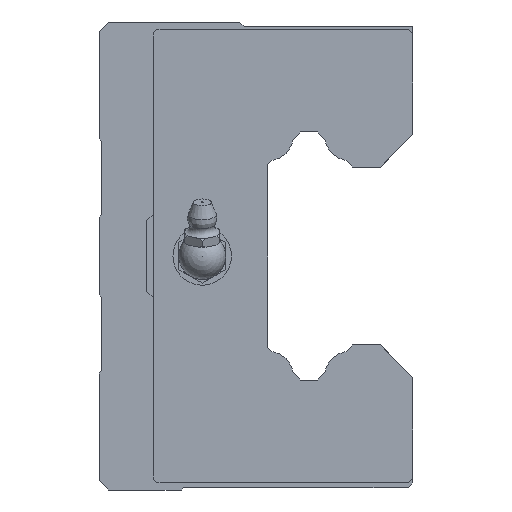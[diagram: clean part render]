
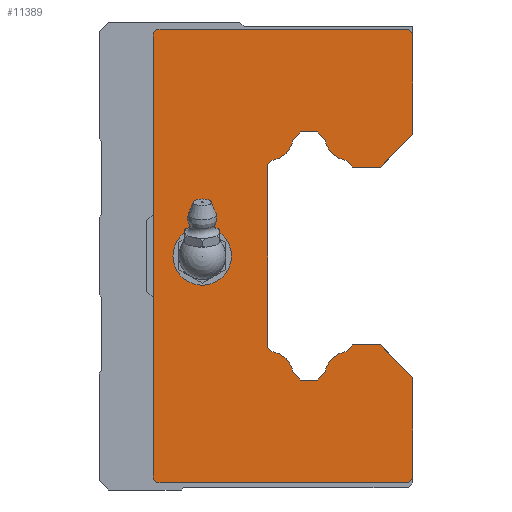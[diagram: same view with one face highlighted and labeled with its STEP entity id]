
A CAD part, left-side view. The second image highlights one B-rep face of the part: STEP entity #11389.
In plain terms, the highlighted face is planar.
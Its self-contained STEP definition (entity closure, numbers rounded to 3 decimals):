
#137=FACE_BOUND('',#1673,.T.);
#370=CIRCLE('',#12292,5.3);
#372=CIRCLE('',#12295,5.3);
#374=CIRCLE('',#12298,5.3);
#376=CIRCLE('',#12301,5.3);
#385=CIRCLE('',#12325,1.5);
#386=CIRCLE('',#12326,1.5);
#387=CIRCLE('',#12327,6.25);
#388=CIRCLE('',#12328,6.25);
#1044=FACE_OUTER_BOUND('',#1672,.T.);
#1672=EDGE_LOOP('',(#9924,#9925,#9926,#9927,#9928,#9929,#9930,#9931,#9932,
#9933,#9934,#9935,#9936,#9937,#9938,#9939,#9940,#9941,#9942,#9943,#9944,
#9945,#9946,#9947,#9948,#9949,#9950,#9951));
#1673=EDGE_LOOP('',(#9952,#9953));
#2882=LINE('',#18305,#4200);
#2900=LINE('',#18362,#4218);
#2949=LINE('',#18469,#4267);
#2952=LINE('',#18474,#4270);
#2955=LINE('',#18480,#4273);
#2961=LINE('',#18495,#4279);
#2962=LINE('',#18497,#4280);
#2963=LINE('',#18499,#4281);
#2964=LINE('',#18501,#4282);
#2965=LINE('',#18505,#4283);
#2966=LINE('',#18509,#4284);
#2967=LINE('',#18511,#4285);
#2968=LINE('',#18512,#4286);
#2969=LINE('',#18514,#4287);
#2970=LINE('',#18515,#4288);
#2971=LINE('',#18517,#4289);
#2972=LINE('',#18519,#4290);
#2973=LINE('',#18520,#4291);
#2974=LINE('',#18522,#4292);
#2975=LINE('',#18524,#4293);
#2976=LINE('',#18525,#4294);
#2977=LINE('',#18526,#4295);
#4200=VECTOR('',#14990,10.);
#4218=VECTOR('',#15034,10.);
#4267=VECTOR('',#15111,10.);
#4270=VECTOR('',#15116,10.);
#4273=VECTOR('',#15121,10.);
#4279=VECTOR('',#15139,10.);
#4280=VECTOR('',#15140,10.);
#4281=VECTOR('',#15141,10.);
#4282=VECTOR('',#15142,10.);
#4283=VECTOR('',#15145,10.);
#4284=VECTOR('',#15148,10.);
#4285=VECTOR('',#15149,10.);
#4286=VECTOR('',#15150,10.);
#4287=VECTOR('',#15151,10.);
#4288=VECTOR('',#15152,10.);
#4289=VECTOR('',#15153,10.);
#4290=VECTOR('',#15154,10.);
#4291=VECTOR('',#15155,10.);
#4292=VECTOR('',#15156,10.);
#4293=VECTOR('',#15157,10.);
#4294=VECTOR('',#15158,10.);
#4295=VECTOR('',#15159,10.);
#5305=VERTEX_POINT('',#18302);
#5306=VERTEX_POINT('',#18304);
#5312=VERTEX_POINT('',#18317);
#5313=VERTEX_POINT('',#18319);
#5316=VERTEX_POINT('',#18326);
#5317=VERTEX_POINT('',#18328);
#5320=VERTEX_POINT('',#18335);
#5321=VERTEX_POINT('',#18337);
#5324=VERTEX_POINT('',#18344);
#5325=VERTEX_POINT('',#18346);
#5331=VERTEX_POINT('',#18359);
#5332=VERTEX_POINT('',#18361);
#5376=VERTEX_POINT('',#18468);
#5379=VERTEX_POINT('',#18478);
#5382=VERTEX_POINT('',#18494);
#5383=VERTEX_POINT('',#18496);
#5384=VERTEX_POINT('',#18498);
#5385=VERTEX_POINT('',#18500);
#5386=VERTEX_POINT('',#18502);
#5387=VERTEX_POINT('',#18504);
#5388=VERTEX_POINT('',#18506);
#5389=VERTEX_POINT('',#18508);
#5390=VERTEX_POINT('',#18510);
#5391=VERTEX_POINT('',#18513);
#5392=VERTEX_POINT('',#18516);
#5393=VERTEX_POINT('',#18518);
#5394=VERTEX_POINT('',#18521);
#5395=VERTEX_POINT('',#18523);
#5396=VERTEX_POINT('',#18527);
#5397=VERTEX_POINT('',#18528);
#6833=EDGE_CURVE('',#5306,#5305,#2882,.T.);
#6840=EDGE_CURVE('',#5313,#5312,#370,.T.);
#6844=EDGE_CURVE('',#5317,#5316,#372,.T.);
#6848=EDGE_CURVE('',#5321,#5320,#374,.T.);
#6852=EDGE_CURVE('',#5325,#5324,#376,.T.);
#6859=EDGE_CURVE('',#5332,#5331,#2900,.T.);
#6915=EDGE_CURVE('',#5376,#5332,#2949,.T.);
#6918=EDGE_CURVE('',#5331,#5325,#2952,.T.);
#6921=EDGE_CURVE('',#5379,#5324,#2955,.T.);
#6928=EDGE_CURVE('',#5305,#5382,#2961,.T.);
#6929=EDGE_CURVE('',#5382,#5383,#2962,.T.);
#6930=EDGE_CURVE('',#5383,#5384,#2963,.T.);
#6931=EDGE_CURVE('',#5384,#5385,#2964,.T.);
#6932=EDGE_CURVE('',#5385,#5386,#385,.T.);
#6933=EDGE_CURVE('',#5386,#5387,#2965,.T.);
#6934=EDGE_CURVE('',#5387,#5388,#386,.T.);
#6935=EDGE_CURVE('',#5388,#5389,#2966,.T.);
#6936=EDGE_CURVE('',#5389,#5390,#2967,.T.);
#6937=EDGE_CURVE('',#5390,#5376,#2968,.T.);
#6938=EDGE_CURVE('',#5379,#5391,#2969,.T.);
#6939=EDGE_CURVE('',#5391,#5321,#2970,.T.);
#6940=EDGE_CURVE('',#5320,#5392,#2971,.T.);
#6941=EDGE_CURVE('',#5392,#5393,#2972,.T.);
#6942=EDGE_CURVE('',#5393,#5317,#2973,.T.);
#6943=EDGE_CURVE('',#5316,#5394,#2974,.T.);
#6944=EDGE_CURVE('',#5394,#5395,#2975,.T.);
#6945=EDGE_CURVE('',#5395,#5313,#2976,.T.);
#6946=EDGE_CURVE('',#5306,#5312,#2977,.T.);
#6947=EDGE_CURVE('',#5396,#5397,#387,.T.);
#6948=EDGE_CURVE('',#5397,#5396,#388,.T.);
#9924=ORIENTED_EDGE('',*,*,#6833,.T.);
#9925=ORIENTED_EDGE('',*,*,#6928,.T.);
#9926=ORIENTED_EDGE('',*,*,#6929,.T.);
#9927=ORIENTED_EDGE('',*,*,#6930,.T.);
#9928=ORIENTED_EDGE('',*,*,#6931,.T.);
#9929=ORIENTED_EDGE('',*,*,#6932,.T.);
#9930=ORIENTED_EDGE('',*,*,#6933,.T.);
#9931=ORIENTED_EDGE('',*,*,#6934,.T.);
#9932=ORIENTED_EDGE('',*,*,#6935,.T.);
#9933=ORIENTED_EDGE('',*,*,#6936,.T.);
#9934=ORIENTED_EDGE('',*,*,#6937,.T.);
#9935=ORIENTED_EDGE('',*,*,#6915,.T.);
#9936=ORIENTED_EDGE('',*,*,#6859,.T.);
#9937=ORIENTED_EDGE('',*,*,#6918,.T.);
#9938=ORIENTED_EDGE('',*,*,#6852,.T.);
#9939=ORIENTED_EDGE('',*,*,#6921,.F.);
#9940=ORIENTED_EDGE('',*,*,#6938,.T.);
#9941=ORIENTED_EDGE('',*,*,#6939,.T.);
#9942=ORIENTED_EDGE('',*,*,#6848,.T.);
#9943=ORIENTED_EDGE('',*,*,#6940,.T.);
#9944=ORIENTED_EDGE('',*,*,#6941,.T.);
#9945=ORIENTED_EDGE('',*,*,#6942,.T.);
#9946=ORIENTED_EDGE('',*,*,#6844,.T.);
#9947=ORIENTED_EDGE('',*,*,#6943,.T.);
#9948=ORIENTED_EDGE('',*,*,#6944,.T.);
#9949=ORIENTED_EDGE('',*,*,#6945,.T.);
#9950=ORIENTED_EDGE('',*,*,#6840,.T.);
#9951=ORIENTED_EDGE('',*,*,#6946,.F.);
#9952=ORIENTED_EDGE('',*,*,#6947,.T.);
#9953=ORIENTED_EDGE('',*,*,#6948,.T.);
#10821=PLANE('',#12324);
#11389=ADVANCED_FACE('',(#1044,#137),#10821,.T.);
#12292=AXIS2_PLACEMENT_3D('',#18320,#15000,#15001);
#12295=AXIS2_PLACEMENT_3D('',#18329,#15008,#15009);
#12298=AXIS2_PLACEMENT_3D('',#18338,#15016,#15017);
#12301=AXIS2_PLACEMENT_3D('',#18347,#15024,#15025);
#12324=AXIS2_PLACEMENT_3D('',#18493,#15137,#15138);
#12325=AXIS2_PLACEMENT_3D('',#18503,#15143,#15144);
#12326=AXIS2_PLACEMENT_3D('',#18507,#15146,#15147);
#12327=AXIS2_PLACEMENT_3D('',#18529,#15160,#15161);
#12328=AXIS2_PLACEMENT_3D('',#18530,#15162,#15163);
#14990=DIRECTION('',(0.,-1.,0.));
#15000=DIRECTION('center_axis',(0.,0.,1.));
#15001=DIRECTION('ref_axis',(0.136,-0.991,0.));
#15008=DIRECTION('center_axis',(0.,0.,1.));
#15009=DIRECTION('ref_axis',(0.991,0.136,0.));
#15016=DIRECTION('center_axis',(0.,0.,1.));
#15017=DIRECTION('ref_axis',(-0.136,0.991,0.));
#15024=DIRECTION('center_axis',(0.,0.,1.));
#15025=DIRECTION('ref_axis',(-0.991,-0.136,0.));
#15034=DIRECTION('',(0.,1.,0.));
#15111=DIRECTION('',(0.707,0.707,0.));
#15116=DIRECTION('',(-0.707,0.707,0.));
#15121=DIRECTION('',(0.707,-0.707,0.));
#15137=DIRECTION('center_axis',(0.,0.,1.));
#15138=DIRECTION('ref_axis',(1.,0.,0.));
#15139=DIRECTION('',(0.707,-0.707,0.));
#15140=DIRECTION('',(1.,0.,0.));
#15141=DIRECTION('',(0.707,0.707,0.));
#15142=DIRECTION('',(0.,1.,0.));
#15143=DIRECTION('center_axis',(0.,0.,1.));
#15144=DIRECTION('ref_axis',(1.,0.,0.));
#15145=DIRECTION('',(-1.,0.,0.));
#15146=DIRECTION('center_axis',(0.,0.,1.));
#15147=DIRECTION('ref_axis',(0.,1.,0.));
#15148=DIRECTION('',(0.,-1.,0.));
#15149=DIRECTION('',(0.707,-0.707,0.));
#15150=DIRECTION('',(1.,0.,0.));
#15151=DIRECTION('',(0.,1.,0.));
#15152=DIRECTION('',(0.707,0.707,0.));
#15153=DIRECTION('',(0.707,0.707,0.));
#15154=DIRECTION('',(1.,0.,0.));
#15155=DIRECTION('',(0.707,-0.707,0.));
#15156=DIRECTION('',(0.707,-0.707,0.));
#15157=DIRECTION('',(0.,-1.,0.));
#15158=DIRECTION('',(-0.707,-0.707,0.));
#15159=DIRECTION('',(0.707,0.707,0.));
#15160=DIRECTION('center_axis',(0.,0.,-1.));
#15161=DIRECTION('ref_axis',(-1.,0.,0.));
#15162=DIRECTION('center_axis',(0.,0.,-1.));
#15163=DIRECTION('ref_axis',(-1.,0.,0.));
#18302=CARTESIAN_POINT('',(19.,20.,83.35));
#18304=CARTESIAN_POINT('',(19.,25.797,83.35));
#18305=CARTESIAN_POINT('',(19.,33.965,83.35));
#18317=CARTESIAN_POINT('',(20.435,27.232,83.35));
#18319=CARTESIAN_POINT('',(24.965,31.762,83.35));
#18320=CARTESIAN_POINT('Origin',(25.686,26.511,83.35));
#18326=CARTESIAN_POINT('',(24.965,38.585,83.35));
#18328=CARTESIAN_POINT('',(20.435,43.115,83.35));
#18329=CARTESIAN_POINT('Origin',(25.686,43.836,83.35));
#18335=CARTESIAN_POINT('',(-20.435,43.115,83.35));
#18337=CARTESIAN_POINT('',(-24.965,38.585,83.35));
#18338=CARTESIAN_POINT('Origin',(-25.686,43.836,83.35));
#18344=CARTESIAN_POINT('',(-24.965,31.762,83.35));
#18346=CARTESIAN_POINT('',(-20.435,27.232,83.35));
#18347=CARTESIAN_POINT('Origin',(-25.686,26.511,83.35));
#18359=CARTESIAN_POINT('',(-19.,25.797,83.35));
#18361=CARTESIAN_POINT('',(-19.,20.,83.35));
#18362=CARTESIAN_POINT('',(-19.,31.067,83.35));
#18468=CARTESIAN_POINT('',(-26.,13.,83.35));
#18469=CARTESIAN_POINT('',(-8.492,30.508,83.35));
#18474=CARTESIAN_POINT('',(-18.334,25.131,83.35));
#18478=CARTESIAN_POINT('',(-26.5,33.297,83.35));
#18480=CARTESIAN_POINT('',(-17.821,24.618,83.35));
#18493=CARTESIAN_POINT('Origin',(0.,42.133,
83.35));
#18494=CARTESIAN_POINT('',(26.,13.,83.35));
#18495=CARTESIAN_POINT('',(12.217,26.783,83.35));
#18496=CARTESIAN_POINT('',(47.5,13.,83.35));
#18497=CARTESIAN_POINT('',(24.5,13.,83.35));
#18498=CARTESIAN_POINT('',(48.5,14.,83.35));
#18499=CARTESIAN_POINT('',(47.5,13.,83.35));
#18500=CARTESIAN_POINT('',(48.5,67.,83.35));
#18501=CARTESIAN_POINT('',(48.5,14.,83.35));
#18502=CARTESIAN_POINT('',(47.,68.5,83.35));
#18503=CARTESIAN_POINT('Origin',(47.,67.,83.35));
#18504=CARTESIAN_POINT('',(-47.,68.5,83.35));
#18505=CARTESIAN_POINT('',(47.,68.5,83.35));
#18506=CARTESIAN_POINT('',(-48.5,67.,83.35));
#18507=CARTESIAN_POINT('Origin',(-47.,67.,83.35));
#18508=CARTESIAN_POINT('',(-48.5,14.,83.35));
#18509=CARTESIAN_POINT('',(-48.5,67.,83.35));
#18510=CARTESIAN_POINT('',(-47.5,13.,83.35));
#18511=CARTESIAN_POINT('',(-48.5,14.,83.35));
#18512=CARTESIAN_POINT('',(-47.5,13.,83.35));
#18513=CARTESIAN_POINT('',(-26.5,37.05,83.35));
#18514=CARTESIAN_POINT('',(-26.5,30.8,83.35));
#18515=CARTESIAN_POINT('',(-18.604,44.946,83.35));
#18516=CARTESIAN_POINT('',(-19.55,44.,83.35));
#18517=CARTESIAN_POINT('',(-15.129,48.421,83.35));
#18518=CARTESIAN_POINT('',(19.55,44.,83.35));
#18519=CARTESIAN_POINT('',(-9.275,44.,83.35));
#18520=CARTESIAN_POINT('',(15.377,48.173,83.35));
#18521=CARTESIAN_POINT('',(26.5,37.05,83.35));
#18522=CARTESIAN_POINT('',(17.837,45.713,83.35));
#18523=CARTESIAN_POINT('',(26.5,33.297,83.35));
#18524=CARTESIAN_POINT('',(26.5,39.092,83.35));
#18525=CARTESIAN_POINT('',(22.084,28.881,83.35));
#18526=CARTESIAN_POINT('',(15.342,22.139,83.35));
#18527=CARTESIAN_POINT('',(6.25,58.,83.35));
#18528=CARTESIAN_POINT('',(-6.25,58.,83.35));
#18529=CARTESIAN_POINT('Origin',(0.,58.,83.35));
#18530=CARTESIAN_POINT('Origin',(0.,58.,83.35));
